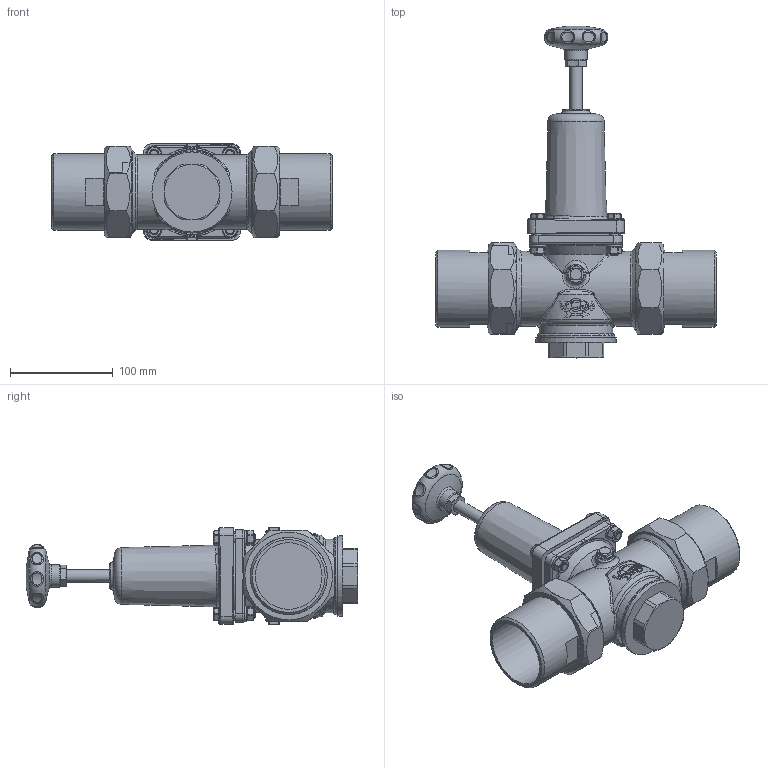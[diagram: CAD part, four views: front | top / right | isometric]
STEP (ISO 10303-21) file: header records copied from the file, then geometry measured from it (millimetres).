
FILE_DESCRIPTION((''),'2;1');
FILE_NAME('004208.stp','2012-01-11T15:29:03',('powierski'),(''),'Autodesk Inventor 2012','Autodesk Inventor 2012','');
FILE_SCHEMA(('AUTOMOTIVE_DESIGN { 1 0 10303 214 1 1 1 1 }'));
Length unit declared in the file: millimetre
Products named in the file (1): 004208_step
Bounding box: 273 x 323.46 x 95 mm (x, y, z)
Volume: 1667988.6 mm3; surface area: 184358.5 mm2
Topology: 3 solids, 6 shells, 831 faces, 2105 edges, 1337 vertices
Faces by surface type: plane 353, cylinder 218, cone 141, bspline 79, torus 25, sphere 15
Full cylindrical faces by diameter (mm): 3 x1, 8 x8, 9.5 x8, 10 x2, 10.7 x1, 12 x2, 13 x1, 14 x1, 14.7 x1, 16.5 x2, 19 x2, 22 x1, 26 x1, 53.8 x1, 65 x2, 72 x1, 73 x1, 75 x2, 75.2 x2, 76 x1, 78 x1, 81.534 x2, 86.095 x1
Entity records: 29430 total; most frequent: CARTESIAN_POINT 10058, ORIENTED_EDGE 3906, DIRECTION 3801, EDGE_CURVE 1953, AXIS2_PLACEMENT_3D 1574, VERTEX_POINT 1284, EDGE_LOOP 995, FACE_OUTER_BOUND 830
